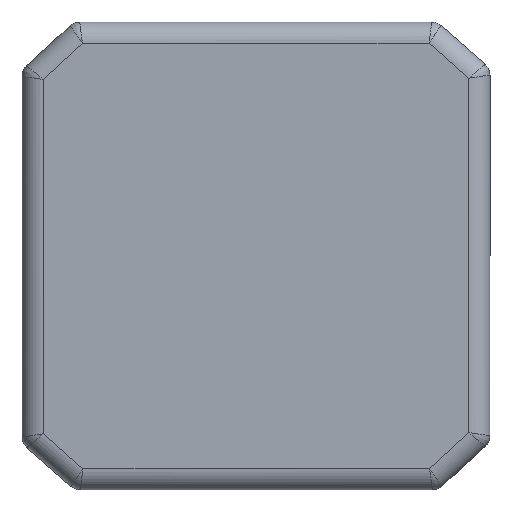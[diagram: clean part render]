
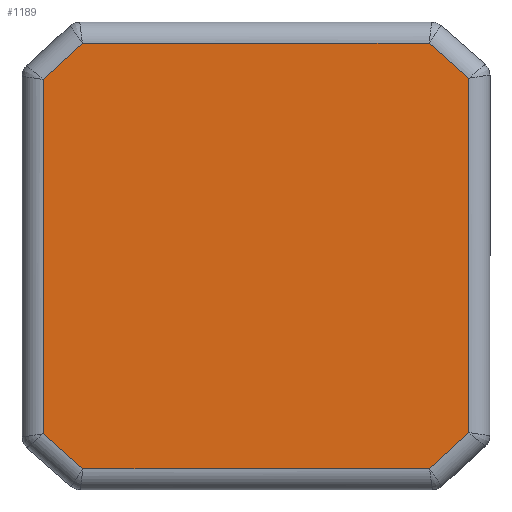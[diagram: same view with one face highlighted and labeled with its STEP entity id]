
A CAD part, front view. The second image highlights one B-rep face of the part: STEP entity #1189.
In plain terms, the highlighted planar face has unit normal (0, -1, 0).
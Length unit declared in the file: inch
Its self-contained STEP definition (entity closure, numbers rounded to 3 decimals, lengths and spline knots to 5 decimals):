
#31 = VERTEX_POINT ( 'NONE', #2098 ) ;
#46 = CARTESIAN_POINT ( 'NONE',  ( 1.56964, 0., -1.70276 ) ) ;
#103 = VECTOR ( 'NONE', #1142, 39.37008 ) ;
#246 = ORIENTED_EDGE ( 'NONE', *, *, #1465, .T. ) ;
#257 = LINE ( 'NONE', #46, #2096 ) ;
#278 = EDGE_CURVE ( 'NONE', #31, #739, #939, .T. ) ;
#294 = CARTESIAN_POINT ( 'NONE',  ( 2.02219, 0., 2.29367 ) ) ;
#386 = CARTESIAN_POINT ( 'NONE',  ( 0., 0., -1.29956 ) ) ;
#388 = EDGE_CURVE ( 'NONE', #2040, #1369, #257, .T. ) ;
#421 = VECTOR ( 'NONE', #1662, 39.37008 ) ;
#456 = PLANE ( 'NONE',  #1705 ) ;
#460 = LINE ( 'NONE', #386, #1450 ) ;
#603 = LINE ( 'NONE', #2219, #103 ) ;
#621 = DIRECTION ( 'NONE',  ( 0., 1., 0. ) ) ;
#636 = ORIENTED_EDGE ( 'NONE', *, *, #388, .T. ) ;
#638 = CARTESIAN_POINT ( 'NONE',  ( -1.2702, 0., -1.00278 ) ) ;
#739 = VERTEX_POINT ( 'NONE', #1301 ) ;
#741 = ORIENTED_EDGE ( 'NONE', *, *, #278, .T. ) ;
#759 = VERTEX_POINT ( 'NONE', #2195 ) ;
#768 = EDGE_CURVE ( 'NONE', #2209, #1334, #1463, .T. ) ;
#781 = FACE_OUTER_BOUND ( 'NONE', #1145, .T. ) ;
#788 = CARTESIAN_POINT ( 'NONE',  ( -1.58204, 0., 1.71622 ) ) ;
#939 = LINE ( 'NONE', #1935, #1841 ) ;
#946 = VERTEX_POINT ( 'NONE', #2245 ) ;
#1041 = CARTESIAN_POINT ( 'NONE',  ( -1.2702, 0., 2.00368 ) ) ;
#1062 = LINE ( 'NONE', #294, #1960 ) ;
#1107 = EDGE_CURVE ( 'NONE', #739, #2209, #1207, .T. ) ;
#1139 = VECTOR ( 'NONE', #2216, 39.37008 ) ;
#1142 = DIRECTION ( 'NONE',  ( 0.75, 0., -0.661 ) ) ;
#1145 = EDGE_LOOP ( 'NONE', ( #741, #1752, #1258, #1747, #1780, #636, #1623, #246 ) ) ;
#1162 = CARTESIAN_POINT ( 'NONE',  ( 2.3398, 0., 0. ) ) ;
#1189 = ADVANCED_FACE ( 'NONE', ( #781 ), #456, .F. ) ;
#1207 = LINE ( 'NONE', #788, #1139 ) ;
#1258 = ORIENTED_EDGE ( 'NONE', *, *, #768, .T. ) ;
#1301 = CARTESIAN_POINT ( 'NONE',  ( -0.93743, 0., 2.31044 ) ) ;
#1334 = VERTEX_POINT ( 'NONE', #638 ) ;
#1369 = VERTEX_POINT ( 'NONE', #1897 ) ;
#1440 = EDGE_CURVE ( 'NONE', #1369, #946, #2006, .T. ) ;
#1450 = VECTOR ( 'NONE', #1616, 39.37008 ) ;
#1463 = LINE ( 'NONE', #1481, #421 ) ;
#1465 = EDGE_CURVE ( 'NONE', #946, #31, #1062, .T. ) ;
#1481 = CARTESIAN_POINT ( 'NONE',  ( -1.2702, 0., 0. ) ) ;
#1504 = CARTESIAN_POINT ( 'NONE',  ( 2.00703, 0., -1.29956 ) ) ;
#1527 = VECTOR ( 'NONE', #1708, 39.37008 ) ;
#1616 = DIRECTION ( 'NONE',  ( 1., 0., 0. ) ) ;
#1623 = ORIENTED_EDGE ( 'NONE', *, *, #1440, .T. ) ;
#1662 = DIRECTION ( 'NONE',  ( 0., 0., -1. ) ) ;
#1705 = AXIS2_PLACEMENT_3D ( 'NONE', #2036, #621, #1873 ) ;
#1708 = DIRECTION ( 'NONE',  ( 0., 0., 1. ) ) ;
#1737 = EDGE_CURVE ( 'NONE', #759, #2040, #460, .T. ) ;
#1747 = ORIENTED_EDGE ( 'NONE', *, *, #1951, .T. ) ;
#1752 = ORIENTED_EDGE ( 'NONE', *, *, #1107, .T. ) ;
#1780 = ORIENTED_EDGE ( 'NONE', *, *, #1737, .T. ) ;
#1841 = VECTOR ( 'NONE', #2113, 39.37008 ) ;
#1873 = DIRECTION ( 'NONE',  ( 0., 0., 1. ) ) ;
#1875 = DIRECTION ( 'NONE',  ( 0.735, 0., 0.678 ) ) ;
#1897 = CARTESIAN_POINT ( 'NONE',  ( 2.3398, 0., -0.99281 ) ) ;
#1935 = CARTESIAN_POINT ( 'NONE',  ( 0., 0., 2.31044 ) ) ;
#1951 = EDGE_CURVE ( 'NONE', #1334, #759, #603, .T. ) ;
#1960 = VECTOR ( 'NONE', #2240, 39.37008 ) ;
#2006 = LINE ( 'NONE', #1162, #1527 ) ;
#2036 = CARTESIAN_POINT ( 'NONE',  ( 0., 0., 0. ) ) ;
#2040 = VERTEX_POINT ( 'NONE', #1504 ) ;
#2096 = VECTOR ( 'NONE', #1875, 39.37008 ) ;
#2098 = CARTESIAN_POINT ( 'NONE',  ( 2.00317, 0., 2.31044 ) ) ;
#2113 = DIRECTION ( 'NONE',  ( -1., 0., 0. ) ) ;
#2195 = CARTESIAN_POINT ( 'NONE',  ( -0.93357, 0., -1.29956 ) ) ;
#2209 = VERTEX_POINT ( 'NONE', #1041 ) ;
#2216 = DIRECTION ( 'NONE',  ( -0.735, 0., -0.678 ) ) ;
#2219 = CARTESIAN_POINT ( 'NONE',  ( -1.05295, 0., -1.19431 ) ) ;
#2240 = DIRECTION ( 'NONE',  ( -0.75, 0., 0.661 ) ) ;
#2245 = CARTESIAN_POINT ( 'NONE',  ( 2.3398, 0., 2.01365 ) ) ;
